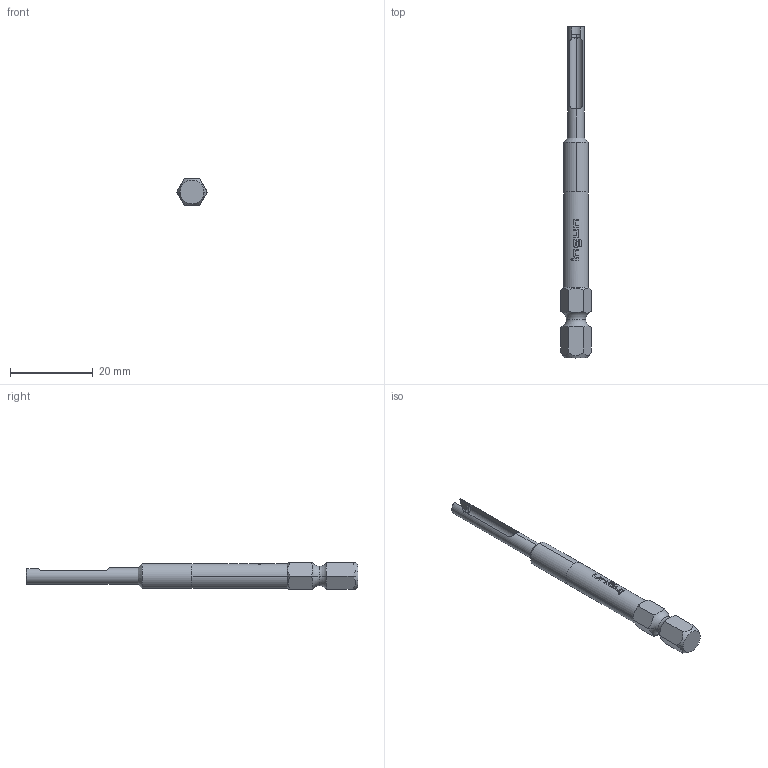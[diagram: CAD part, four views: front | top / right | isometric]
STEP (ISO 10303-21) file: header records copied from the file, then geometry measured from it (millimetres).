
FILE_DESCRIPTION (( 'STEP AP203' ), '1' );
FILE_NAME ('INGUN_BIT-SKS-465_M.STEP', '2021-10-19T09:03:22', ( 'ochi' ), ( '' ), 'SwSTEP 2.0', 'SolidWorks 2018', '' );
FILE_SCHEMA (( 'CONFIG_CONTROL_DESIGN' ));
Length unit declared in the file: millimetre
Products named in the file (1): INGUN_BIT-SKS-465_M
Bounding box: 7.33 x 80 x 6.35 mm (x, y, z)
Volume: 1621.3 mm3; surface area: 1619.1 mm2
Topology: 1 solids, 1 shells, 120 faces, 320 edges, 208 vertices
Faces by surface type: plane 63, cylinder 23, bspline 22, cone 8, torus 4
Entity records: 4342 total; most frequent: CARTESIAN_POINT 1509, ORIENTED_EDGE 640, DIRECTION 475, EDGE_CURVE 320, VERTEX_POINT 208, AXIS2_PLACEMENT_3D 178, EDGE_LOOP 126, B_SPLINE_CURVE_WITH_KNOTS 122
